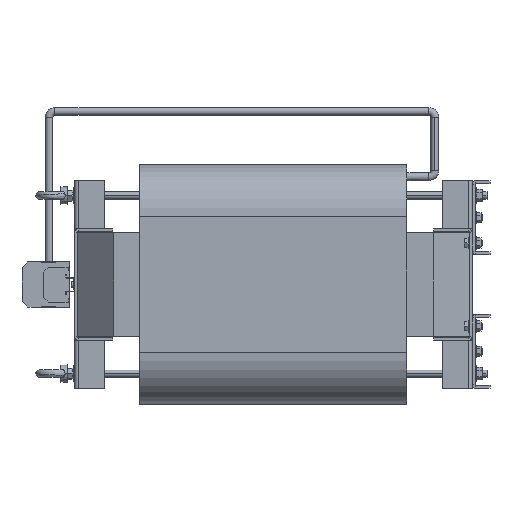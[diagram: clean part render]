
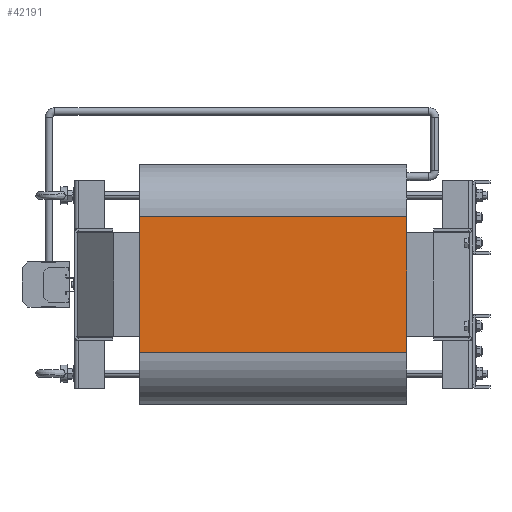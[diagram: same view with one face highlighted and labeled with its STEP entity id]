
A CAD part, left-side view. The second image highlights one B-rep face of the part: STEP entity #42191.
In plain terms, the highlighted planar face has unit normal (-1, 0, 0).
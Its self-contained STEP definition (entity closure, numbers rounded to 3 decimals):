
#895 = VERTEX_POINT ( 'NONE', #42484 ) ;
#2847 = VECTOR ( 'NONE', #3914, 1000. ) ;
#3029 = ORIENTED_EDGE ( 'NONE', *, *, #41182, .F. ) ;
#3093 = LINE ( 'NONE', #35068, #27235 ) ;
#3914 = DIRECTION ( 'NONE',  ( 0., 0., 1. ) ) ;
#4080 = DIRECTION ( 'NONE',  ( 0., -1., 0. ) ) ;
#4191 = DIRECTION ( 'NONE',  ( 1., 0., 0. ) ) ;
#4546 = CARTESIAN_POINT ( 'NONE',  ( -368.5, 225., -114. ) ) ;
#9297 = LINE ( 'NONE', #28331, #34069 ) ;
#12612 = EDGE_CURVE ( 'NONE', #40196, #28311, #12834, .T. ) ;
#12834 = LINE ( 'NONE', #22850, #2847 ) ;
#15923 = DIRECTION ( 'NONE',  ( 0., -1., 0. ) ) ;
#16927 = EDGE_LOOP ( 'NONE', ( #47557, #3029, #47083, #23557 ) ) ;
#18117 = EDGE_CURVE ( 'NONE', #895, #44749, #9297, .T. ) ;
#18541 = CARTESIAN_POINT ( 'NONE',  ( -368.5, -225., 114. ) ) ;
#20624 = FACE_OUTER_BOUND ( 'NONE', #16927, .T. ) ;
#22850 = CARTESIAN_POINT ( 'NONE',  ( -368.5, -225., 114. ) ) ;
#23557 = ORIENTED_EDGE ( 'NONE', *, *, #36759, .T. ) ;
#27060 = PLANE ( 'NONE',  #28675 ) ;
#27235 = VECTOR ( 'NONE', #15923, 1000. ) ;
#28311 = VERTEX_POINT ( 'NONE', #18541 ) ;
#28331 = CARTESIAN_POINT ( 'NONE',  ( -368.5, 225., 114. ) ) ;
#28675 = AXIS2_PLACEMENT_3D ( 'NONE', #30838, #4191, #45536 ) ;
#29188 = VECTOR ( 'NONE', #4080, 1000. ) ;
#30838 = CARTESIAN_POINT ( 'NONE',  ( -368.5, 225., 114. ) ) ;
#31710 = CARTESIAN_POINT ( 'NONE',  ( -368.5, 225., 114. ) ) ;
#34069 = VECTOR ( 'NONE', #43364, 1000. ) ;
#34495 = LINE ( 'NONE', #4546, #29188 ) ;
#35068 = CARTESIAN_POINT ( 'NONE',  ( -368.5, 225., 114. ) ) ;
#36759 = EDGE_CURVE ( 'NONE', #895, #40196, #34495, .T. ) ;
#40196 = VERTEX_POINT ( 'NONE', #42457 ) ;
#41182 = EDGE_CURVE ( 'NONE', #44749, #28311, #3093, .T. ) ;
#42191 = ADVANCED_FACE ( 'NONE', ( #20624 ), #27060, .F. ) ;
#42457 = CARTESIAN_POINT ( 'NONE',  ( -368.5, -225., -114. ) ) ;
#42484 = CARTESIAN_POINT ( 'NONE',  ( -368.5, 225., -114. ) ) ;
#43364 = DIRECTION ( 'NONE',  ( 0., 0., 1. ) ) ;
#44749 = VERTEX_POINT ( 'NONE', #31710 ) ;
#45536 = DIRECTION ( 'NONE',  ( 0., 0., -1. ) ) ;
#47083 = ORIENTED_EDGE ( 'NONE', *, *, #18117, .F. ) ;
#47557 = ORIENTED_EDGE ( 'NONE', *, *, #12612, .T. ) ;
